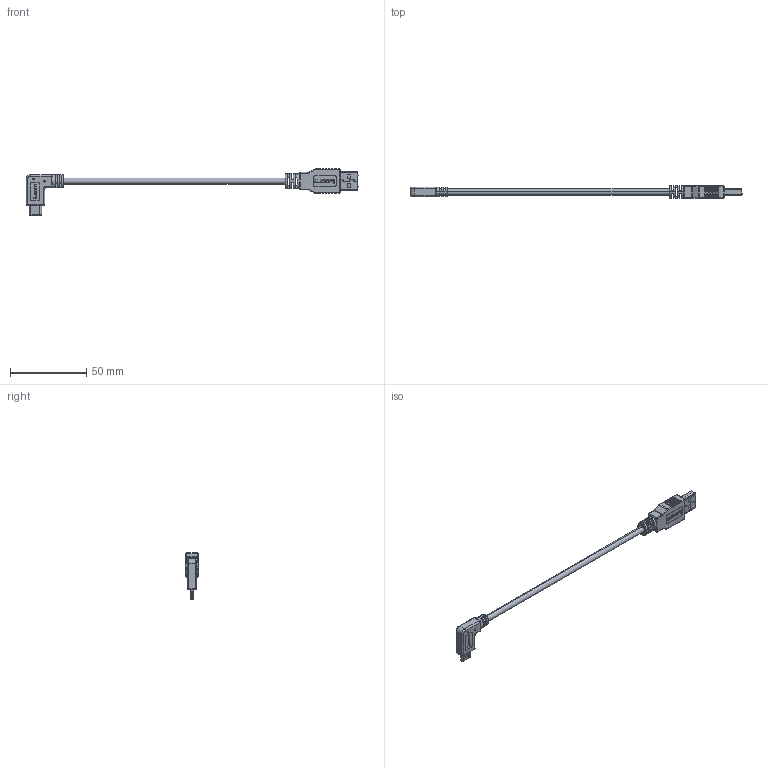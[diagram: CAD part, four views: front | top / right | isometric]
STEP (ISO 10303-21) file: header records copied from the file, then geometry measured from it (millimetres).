
FILE_DESCRIPTION (( 'STEP AP214' ), '1' );
FILE_NAME ('U3A00075.STEP', '2018-03-06T18:37:48', ( '' ), ( '' ), 'SwSTEP 2.0', 'SolidWorks 2017', '' );
FILE_SCHEMA (( 'AUTOMOTIVE_DESIGN' ));
Length unit declared in the file: inch
Products named in the file (15): MTN-1054; 1AA05-099-MA1; 1AA05-046-MA2_Without Crimp; MTN-1055_USB3.0 WITH L-COM LOGO; MTN-594_NO CABLE; U3A00075; MTN-593; 1AA05-046-MA3; 1AA05-099_No Shells; 1AL08-363; 1AA05-099-MA2; 1AA05-046-MA1; MTN-1055_USB 3.0 WITH LCOM LOGO
Assembly tree (14 placements, depth 4):
  U3A00075
    1AL08-363
    MTN-1055_USB 3.0 WITH LCOM LOGO
      1AA05-099_No Shells
        1AA05-099-MA1
        1AA05-099-MA2
      MTN-1054
      MTN-1055_USB3.0 WITH L-COM LOGO
    MTN-594_NO CABLE
      MTN-593
        1AA05-046-MA3
        MTN-593
      1AA05-046-MA1
      1AA05-046-MA2_Without Crimp
      MTN-594_NO CABLE
Bounding box: 217.7 x 8 x 30.25 mm (x, y, z)
Volume: 9034.6 mm3; surface area: 10374.5 mm2
Topology: 24 solids, 24 shells, 2590 faces, 6986 edges, 4593 vertices
Faces by surface type: plane 1838, cylinder 509, bspline 193, torus 38, sphere 8, cone 4
Entity records: 98550 total; most frequent: CARTESIAN_POINT 24905, ORIENTED_EDGE 13944, DIRECTION 12375, EDGE_CURVE 6972, VECTOR 5373, LINE 5373, VERTEX_POINT 4593, AXIS2_PLACEMENT_3D 3501
